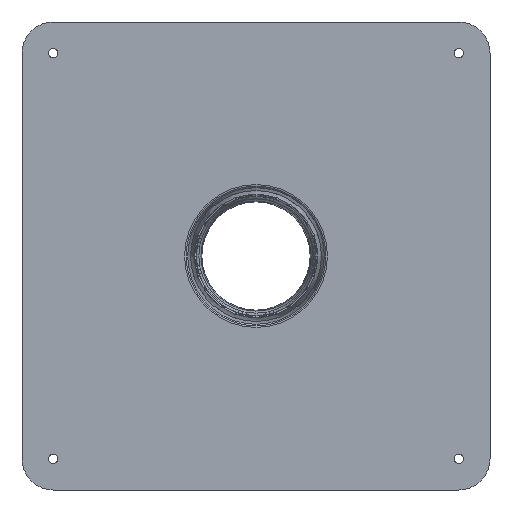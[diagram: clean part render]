
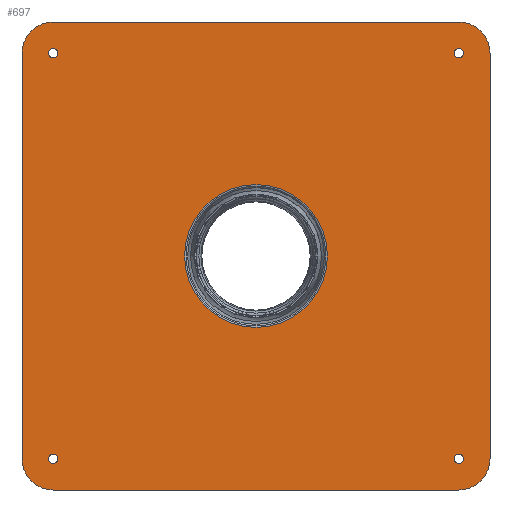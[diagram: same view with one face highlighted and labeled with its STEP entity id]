
A CAD part, front view. The second image highlights one B-rep face of the part: STEP entity #697.
In plain terms, the highlighted planar face has unit normal (0, -1, 0).
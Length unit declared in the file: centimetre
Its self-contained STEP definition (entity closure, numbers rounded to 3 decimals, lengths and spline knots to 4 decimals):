
#22=FACE_BOUND('',#146,.T.);
#23=FACE_BOUND('',#147,.T.);
#24=FACE_BOUND('',#148,.T.);
#25=FACE_BOUND('',#149,.T.);
#26=FACE_BOUND('',#150,.T.);
#33=PLANE('',#888);
#102=FACE_OUTER_BOUND('',#145,.T.);
#145=EDGE_LOOP('',(#602,#603,#604,#605,#606,#607,#608,#609));
#146=EDGE_LOOP('',(#610));
#147=EDGE_LOOP('',(#611));
#148=EDGE_LOOP('',(#612));
#149=EDGE_LOOP('',(#613));
#150=EDGE_LOOP('',(#614));
#223=CIRCLE('',#870,45.75);
#225=CIRCLE('',#873,3.);
#227=CIRCLE('',#876,3.);
#229=CIRCLE('',#879,3.);
#231=CIRCLE('',#882,3.);
#234=CIRCLE('',#886,20.);
#235=CIRCLE('',#889,20.);
#236=CIRCLE('',#890,20.);
#237=CIRCLE('',#891,20.);
#288=VERTEX_POINT('',#1439);
#289=VERTEX_POINT('',#1443);
#291=VERTEX_POINT('',#1449);
#293=VERTEX_POINT('',#1455);
#295=VERTEX_POINT('',#1461);
#299=VERTEX_POINT('',#1470);
#300=VERTEX_POINT('',#1472);
#301=VERTEX_POINT('',#1476);
#303=VERTEX_POINT('',#1482);
#304=VERTEX_POINT('',#1484);
#305=VERTEX_POINT('',#1486);
#306=VERTEX_POINT('',#1488);
#307=VERTEX_POINT('',#1490);
#388=EDGE_CURVE('',#288,#288,#223,.T.);
#390=EDGE_CURVE('',#289,#289,#225,.T.);
#393=EDGE_CURVE('',#291,#291,#227,.T.);
#396=EDGE_CURVE('',#293,#293,#229,.T.);
#399=EDGE_CURVE('',#295,#295,#231,.T.);
#404=EDGE_CURVE('',#299,#300,#234,.T.);
#406=EDGE_CURVE('',#301,#300,#733,.T.);
#409=EDGE_CURVE('',#299,#303,#736,.T.);
#410=EDGE_CURVE('',#304,#303,#235,.T.);
#411=EDGE_CURVE('',#304,#305,#737,.T.);
#412=EDGE_CURVE('',#306,#305,#236,.T.);
#413=EDGE_CURVE('',#306,#307,#738,.T.);
#414=EDGE_CURVE('',#301,#307,#237,.T.);
#602=ORIENTED_EDGE('',*,*,#404,.F.);
#603=ORIENTED_EDGE('',*,*,#409,.T.);
#604=ORIENTED_EDGE('',*,*,#410,.F.);
#605=ORIENTED_EDGE('',*,*,#411,.T.);
#606=ORIENTED_EDGE('',*,*,#412,.F.);
#607=ORIENTED_EDGE('',*,*,#413,.T.);
#608=ORIENTED_EDGE('',*,*,#414,.F.);
#609=ORIENTED_EDGE('',*,*,#406,.T.);
#610=ORIENTED_EDGE('',*,*,#388,.T.);
#611=ORIENTED_EDGE('',*,*,#390,.T.);
#612=ORIENTED_EDGE('',*,*,#393,.T.);
#613=ORIENTED_EDGE('',*,*,#396,.T.);
#614=ORIENTED_EDGE('',*,*,#399,.T.);
#697=ADVANCED_FACE('',(#102,#22,#23,#24,#25,#26),#33,.T.);
#733=LINE('',#1477,#769);
#736=LINE('',#1483,#772);
#737=LINE('',#1487,#773);
#738=LINE('',#1491,#774);
#769=VECTOR('',#1135,1.);
#772=VECTOR('',#1140,1.);
#773=VECTOR('',#1143,1.);
#774=VECTOR('',#1146,1.);
#870=AXIS2_PLACEMENT_3D('',#1440,#1093,#1094);
#873=AXIS2_PLACEMENT_3D('',#1444,#1099,#1100);
#876=AXIS2_PLACEMENT_3D('',#1450,#1106,#1107);
#879=AXIS2_PLACEMENT_3D('',#1456,#1113,#1114);
#882=AXIS2_PLACEMENT_3D('',#1462,#1120,#1121);
#886=AXIS2_PLACEMENT_3D('',#1473,#1130,#1131);
#888=AXIS2_PLACEMENT_3D('',#1481,#1138,#1139);
#889=AXIS2_PLACEMENT_3D('',#1485,#1141,#1142);
#890=AXIS2_PLACEMENT_3D('',#1489,#1144,#1145);
#891=AXIS2_PLACEMENT_3D('',#1492,#1147,#1148);
#1093=DIRECTION('center_axis',(0.,1.,0.));
#1094=DIRECTION('ref_axis',(1.,0.,0.));
#1099=DIRECTION('center_axis',(0.,1.,0.));
#1100=DIRECTION('ref_axis',(0.,0.,
-1.));
#1106=DIRECTION('center_axis',(0.,1.,0.));
#1107=DIRECTION('ref_axis',(0.,0.,
1.));
#1113=DIRECTION('center_axis',(0.,1.,0.));
#1114=DIRECTION('ref_axis',(1.,0.,0.));
#1120=DIRECTION('center_axis',(0.,1.,0.));
#1121=DIRECTION('ref_axis',(-1.,0.,0.));
#1130=DIRECTION('center_axis',(0.,1.,0.));
#1131=DIRECTION('ref_axis',(0.707,0.,0.707));
#1135=DIRECTION('',(0.,0.,1.));
#1138=DIRECTION('center_axis',(0.,-1.,0.));
#1139=DIRECTION('ref_axis',(1.,0.,0.));
#1140=DIRECTION('',(-1.,0.,0.));
#1141=DIRECTION('center_axis',(0.,1.,0.));
#1142=DIRECTION('ref_axis',(-0.707,0.,0.707));
#1143=DIRECTION('',(0.,0.,-1.));
#1144=DIRECTION('center_axis',(0.,1.,0.));
#1145=DIRECTION('ref_axis',(-0.707,0.,-0.707));
#1146=DIRECTION('',(1.,0.,0.));
#1147=DIRECTION('center_axis',(0.,1.,0.));
#1148=DIRECTION('ref_axis',(0.707,0.,-0.707));
#1439=CARTESIAN_POINT('',(45.75,2.,0.));
#1440=CARTESIAN_POINT('Origin',(0.,2.,
0.));
#1443=CARTESIAN_POINT('',(130.,2.,-127.));
#1444=CARTESIAN_POINT('Origin',(130.,2.,-130.));
#1449=CARTESIAN_POINT('',(-130.,2.,127.));
#1450=CARTESIAN_POINT('Origin',(-130.,2.,130.));
#1455=CARTESIAN_POINT('',(127.,2.,130.));
#1456=CARTESIAN_POINT('Origin',(130.,2.,130.));
#1461=CARTESIAN_POINT('',(-127.,2.,-130.));
#1462=CARTESIAN_POINT('Origin',(-130.,2.,-130.));
#1470=CARTESIAN_POINT('',(130.,2.,150.));
#1472=CARTESIAN_POINT('',(150.,2.,130.));
#1473=CARTESIAN_POINT('Origin',(130.,2.,130.));
#1476=CARTESIAN_POINT('',(150.,2.,-130.));
#1477=CARTESIAN_POINT('',(150.,2.,0.));
#1481=CARTESIAN_POINT('Origin',(0.,2.,
70.));
#1482=CARTESIAN_POINT('',(-130.,2.,150.));
#1483=CARTESIAN_POINT('',(0.,2.,150.));
#1484=CARTESIAN_POINT('',(-150.,2.,130.));
#1485=CARTESIAN_POINT('Origin',(-130.,2.,130.));
#1486=CARTESIAN_POINT('',(-150.,2.,-130.));
#1487=CARTESIAN_POINT('',(-150.,2.,0.));
#1488=CARTESIAN_POINT('',(-130.,2.,-150.));
#1489=CARTESIAN_POINT('Origin',(-130.,2.,-130.));
#1490=CARTESIAN_POINT('',(130.,2.,-150.));
#1491=CARTESIAN_POINT('',(0.,2.,-150.));
#1492=CARTESIAN_POINT('Origin',(130.,2.,-130.));
